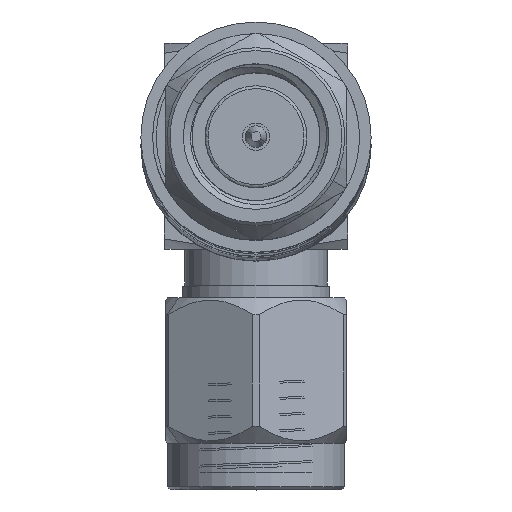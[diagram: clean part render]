
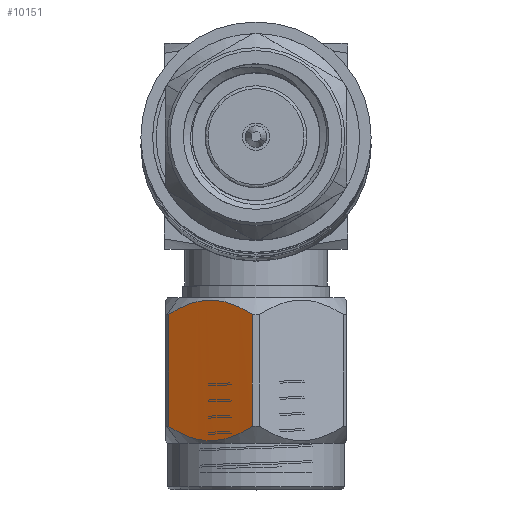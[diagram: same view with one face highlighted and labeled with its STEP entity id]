
A CAD part, top view. The second image highlights one B-rep face of the part: STEP entity #10151.
In plain terms, the highlighted face is planar.
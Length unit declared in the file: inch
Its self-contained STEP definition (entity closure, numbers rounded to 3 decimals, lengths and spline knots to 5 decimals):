
#61 = CARTESIAN_POINT ( 'NONE',  ( -0.48931, -0.10052, 0.13839 ) ) ;
#218 = CARTESIAN_POINT ( 'NONE',  ( -0.48165, -0.17695, 0.00602 ) ) ;
#257 = VERTEX_POINT ( 'NONE', #1264 ) ;
#452 = CARTESIAN_POINT ( 'NONE',  ( -0.28557, -0.17348, 0.01203 ) ) ;
#763 = CARTESIAN_POINT ( 'NONE',  ( -0.49336, -0.16515, 0.02645 ) ) ;
#795 = CARTESIAN_POINT ( 'NONE',  ( -0.49952, -0.11384, 0.11533 ) ) ;
#833 = CARTESIAN_POINT ( 'NONE',  ( -0.49852, -0.15834, 0.03824 ) ) ;
#1038 = DIRECTION ( 'NONE',  ( 1., 0., 0. ) ) ;
#1264 = CARTESIAN_POINT ( 'NONE',  ( -0.28945, -0.17695, 0.00602 ) ) ;
#1314 = CARTESIAN_POINT ( 'NONE',  ( -0.26466, -0.13184, 0.08414 ) ) ;
#1348 = CARTESIAN_POINT ( 'NONE',  ( -0.27359, -0.1598, 0.03572 ) ) ;
#1356 = B_SPLINE_CURVE_WITH_KNOTS ( 'NONE', 3,
 ( #2013, #452, #5302, #6983, #1348, #10184, #7746, #5366, #6955, #9333, #3780, #1314, #6926, #2140, #6204, #7050, #6174, #10239, #5454, #1444, #5331, #4619 ),
 .UNSPECIFIED., .F., .F.,
 ( 4, 1, 1, 1, 1, 2, 2, 2, 1, 1, 1, 1, 2, 2, 4 ),
 ( 0., 0.125, 0.1875, 0.21875, 0.23438, 0.24219, 0.25, 0.5, 0.625, 0.6875, 0.71875, 0.73438, 0.74219, 0.75, 1. ),
 .UNSPECIFIED. ) ;
#1444 = CARTESIAN_POINT ( 'NONE',  ( -0.2757, -0.10735, 0.12657 ) ) ;
#1640 = CARTESIAN_POINT ( 'NONE',  ( -0.50645, -0.1425, 0.06569 ) ) ;
#1738 = VERTEX_POINT ( 'NONE', #4739 ) ;
#1795 = EDGE_CURVE ( 'NONE', #5626, #1738, #8500, .T. ) ;
#1936 = DIRECTION ( 'NONE',  ( 0., -0.5, -0.866 ) ) ;
#2013 = CARTESIAN_POINT ( 'NONE',  ( -0.28945, -0.17695, 0.00602 ) ) ;
#2140 = CARTESIAN_POINT ( 'NONE',  ( -0.26808, -0.12013, 0.10442 ) ) ;
#2289 = CARTESIAN_POINT ( 'NONE',  ( -0.49919, -0.15732, 0.04002 ) ) ;
#2409 = CARTESIAN_POINT ( 'NONE',  ( -0.50584, -0.12805, 0.09069 ) ) ;
#2644 = ORIENTED_EDGE ( 'NONE', *, *, #9425, .F. ) ;
#3181 = CARTESIAN_POINT ( 'NONE',  ( -0.49892, -0.15773, 0.03931 ) ) ;
#3219 = CARTESIAN_POINT ( 'NONE',  ( -0.48165, -0.17695, 0.00602 ) ) ;
#3341 = ORIENTED_EDGE ( 'NONE', *, *, #9740, .T. ) ;
#3780 = CARTESIAN_POINT ( 'NONE',  ( -0.26469, -0.14246, 0.06575 ) ) ;
#3873 = EDGE_LOOP ( 'NONE', ( #8609, #2644, #3341, #6516 ) ) ;
#3895 = CARTESIAN_POINT ( 'NONE',  ( -0.49997, -0.11455, 0.1141 ) ) ;
#3969 = CARTESIAN_POINT ( 'NONE',  ( -0.50408, -0.12268, 0.09999 ) ) ;
#3985 = VECTOR ( 'NONE', #1038, 39.37008 ) ;
#4008 = CARTESIAN_POINT ( 'NONE',  ( -0.50334, -0.12089, 0.1031 ) ) ;
#4164 = DIRECTION ( 'NONE',  ( 0., -0.866, 0.5 ) ) ;
#4306 = CARTESIAN_POINT ( 'NONE',  ( -0.05055, -0.18042, 0. ) ) ;
#4619 = CARTESIAN_POINT ( 'NONE',  ( -0.28945, -0.09369, 0.15023 ) ) ;
#4739 = CARTESIAN_POINT ( 'NONE',  ( -0.48165, -0.09369, 0.15023 ) ) ;
#4825 = CARTESIAN_POINT ( 'NONE',  ( -0.49473, -0.16349, 0.02932 ) ) ;
#4946 = CARTESIAN_POINT ( 'NONE',  ( -0.05055, -0.17695, 0.00602 ) ) ;
#5302 = CARTESIAN_POINT ( 'NONE',  ( -0.28043, -0.16838, 0.02085 ) ) ;
#5331 = CARTESIAN_POINT ( 'NONE',  ( -0.28163, -0.10067, 0.13814 ) ) ;
#5366 = CARTESIAN_POINT ( 'NONE',  ( -0.27197, -0.1574, 0.03988 ) ) ;
#5454 = CARTESIAN_POINT ( 'NONE',  ( -0.27152, -0.11393, 0.11517 ) ) ;
#5473 = CARTESIAN_POINT ( 'NONE',  ( -0.50203, -0.11818, 0.10779 ) ) ;
#5545 = CARTESIAN_POINT ( 'NONE',  ( -0.49663, -0.16102, 0.03361 ) ) ;
#5587 = CARTESIAN_POINT ( 'NONE',  ( -0.49968, -0.11409, 0.11489 ) ) ;
#5626 = VERTEX_POINT ( 'NONE', #8081 ) ;
#5868 = FACE_OUTER_BOUND ( 'NONE', #3873, .T. ) ;
#5920 = CARTESIAN_POINT ( 'NONE',  ( -0.05055, -0.09369, 0.15023 ) ) ;
#6112 = B_SPLINE_CURVE_WITH_KNOTS ( 'NONE', 3,
 ( #3219, #10300, #8677, #763, #4825, #5545, #8823, #833, #3181, #2289, #10358, #8048, #1640, #7902, #2409, #3969, #4008, #5473, #9634, #9596, #3895, #5587, #795, #6399, #61, #7175 ),
 .UNSPECIFIED., .F., .F.,
 ( 4, 2, 2, 1, 1, 2, 2, 2, 2, 2, 1, 1, 2, 2, 4 ),
 ( 0., 0.125, 0.1875, 0.21875, 0.23438, 0.24219, 0.25, 0.5, 0.625, 0.6875, 0.71875, 0.73438, 0.74219, 0.75, 1. ),
 .UNSPECIFIED. ) ;
#6174 = CARTESIAN_POINT ( 'NONE',  ( -0.27108, -0.11465, 0.11393 ) ) ;
#6204 = CARTESIAN_POINT ( 'NONE',  ( -0.26973, -0.11694, 0.10996 ) ) ;
#6399 = CARTESIAN_POINT ( 'NONE',  ( -0.49522, -0.10709, 0.12702 ) ) ;
#6516 = ORIENTED_EDGE ( 'NONE', *, *, #6662, .T. ) ;
#6662 = EDGE_CURVE ( 'NONE', #257, #5626, #1356, .T. ) ;
#6926 = CARTESIAN_POINT ( 'NONE',  ( -0.26553, -0.12648, 0.09343 ) ) ;
#6955 = CARTESIAN_POINT ( 'NONE',  ( -0.27186, -0.15723, 0.04017 ) ) ;
#6983 = CARTESIAN_POINT ( 'NONE',  ( -0.27567, -0.16263, 0.03082 ) ) ;
#7050 = CARTESIAN_POINT ( 'NONE',  ( -0.27066, -0.11534, 0.11273 ) ) ;
#7175 = CARTESIAN_POINT ( 'NONE',  ( -0.48165, -0.09369, 0.15023 ) ) ;
#7746 = CARTESIAN_POINT ( 'NONE',  ( -0.27223, -0.1578, 0.03918 ) ) ;
#7902 = CARTESIAN_POINT ( 'NONE',  ( -0.50643, -0.13163, 0.08451 ) ) ;
#8048 = CARTESIAN_POINT ( 'NONE',  ( -0.50412, -0.14955, 0.05346 ) ) ;
#8081 = CARTESIAN_POINT ( 'NONE',  ( -0.28945, -0.09369, 0.15023 ) ) ;
#8500 = LINE ( 'NONE', #5920, #10131 ) ;
#8609 = ORIENTED_EDGE ( 'NONE', *, *, #1795, .T. ) ;
#8677 = CARTESIAN_POINT ( 'NONE',  ( -0.4889, -0.17014, 0.0178 ) ) ;
#8823 = CARTESIAN_POINT ( 'NONE',  ( -0.49753, -0.15978, 0.03575 ) ) ;
#9015 = LINE ( 'NONE', #4946, #3985 ) ;
#9078 = DIRECTION ( 'NONE',  ( -1., 0., 0. ) ) ;
#9333 = CARTESIAN_POINT ( 'NONE',  ( -0.26703, -0.14967, 0.05327 ) ) ;
#9425 = EDGE_CURVE ( 'NONE', #9912, #1738, #6112, .T. ) ;
#9485 = AXIS2_PLACEMENT_3D ( 'NONE', #4306, #4164, #1936 ) ;
#9596 = CARTESIAN_POINT ( 'NONE',  ( -0.50038, -0.11523, 0.11291 ) ) ;
#9634 = CARTESIAN_POINT ( 'NONE',  ( -0.50131, -0.11682, 0.11015 ) ) ;
#9740 = EDGE_CURVE ( 'NONE', #9912, #257, #9015, .T. ) ;
#9828 = PLANE ( 'NONE',  #9485 ) ;
#9912 = VERTEX_POINT ( 'NONE', #218 ) ;
#10131 = VECTOR ( 'NONE', #9078, 39.37008 ) ;
#10151 = ADVANCED_FACE ( 'NONE', ( #5868 ), #9828, .T. ) ;
#10184 = CARTESIAN_POINT ( 'NONE',  ( -0.27262, -0.1584, 0.03815 ) ) ;
#10239 = CARTESIAN_POINT ( 'NONE',  ( -0.27136, -0.11419, 0.11472 ) ) ;
#10300 = CARTESIAN_POINT ( 'NONE',  ( -0.4855, -0.17351, 0.01197 ) ) ;
#10358 = CARTESIAN_POINT ( 'NONE',  ( -0.49931, -0.15713, 0.04033 ) ) ;
